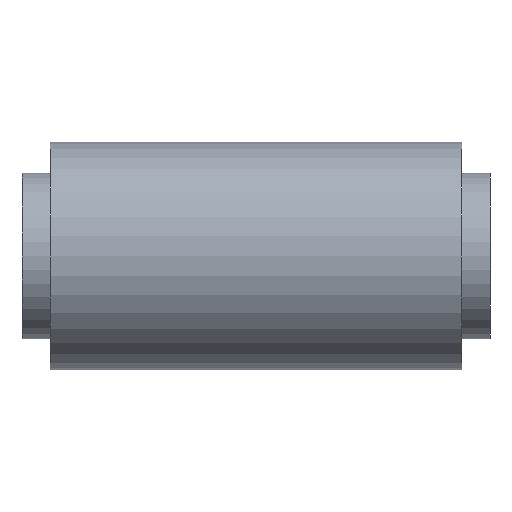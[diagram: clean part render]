
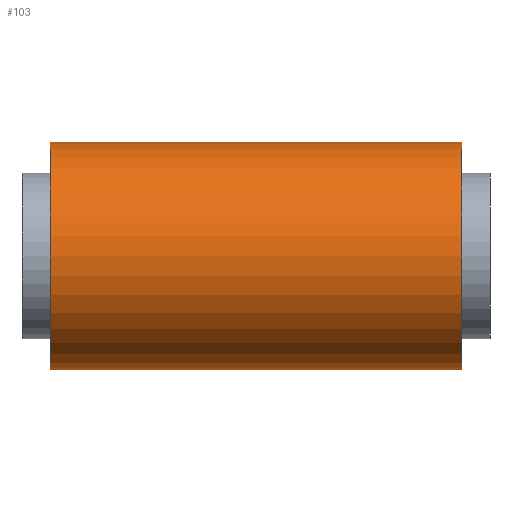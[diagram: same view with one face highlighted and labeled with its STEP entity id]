
A CAD part, left-side view. The second image highlights one B-rep face of the part: STEP entity #103.
In plain terms, the highlighted cylindrical face has radius 4.25 mm (diameter 8.5 mm), a partial arc.
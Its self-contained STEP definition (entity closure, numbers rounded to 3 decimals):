
#2 = CIRCLE ( 'NONE', #49, 4.25 ) ;
#6 = CYLINDRICAL_SURFACE ( 'NONE', #70, 4.25 ) ;
#16 = CARTESIAN_POINT ( 'NONE',  ( 0., 7.7, 0. ) ) ;
#22 = VECTOR ( 'NONE', #85, 1000. ) ;
#32 = CARTESIAN_POINT ( 'NONE',  ( 0., -8.75, 0. ) ) ;
#35 = LINE ( 'NONE', #281, #22 ) ;
#37 = VECTOR ( 'NONE', #315, 1000. ) ;
#42 = DIRECTION ( 'NONE',  ( 0., -1., 0. ) ) ;
#49 = AXIS2_PLACEMENT_3D ( 'NONE', #16, #130, #131 ) ;
#54 = CARTESIAN_POINT ( 'NONE',  ( 0., -8.75, 4.25 ) ) ;
#56 = DIRECTION ( 'NONE',  ( 0., 0., -1. ) ) ;
#59 = CARTESIAN_POINT ( 'NONE',  ( 0., 7.7, -4.25 ) ) ;
#70 = AXIS2_PLACEMENT_3D ( 'NONE', #32, #42, #339 ) ;
#71 = LINE ( 'NONE', #54, #37 ) ;
#85 = DIRECTION ( 'NONE',  ( 0., -1., 0. ) ) ;
#103 = ADVANCED_FACE ( 'NONE', ( #322 ), #6, .T. ) ;
#121 = ORIENTED_EDGE ( 'NONE', *, *, #298, .F. ) ;
#122 = CARTESIAN_POINT ( 'NONE',  ( 0., -7.7, 4.25 ) ) ;
#130 = DIRECTION ( 'NONE',  ( 0., -1., 0. ) ) ;
#131 = DIRECTION ( 'NONE',  ( 0., 0., -1. ) ) ;
#134 = VERTEX_POINT ( 'NONE', #350 ) ;
#157 = ORIENTED_EDGE ( 'NONE', *, *, #215, .F. ) ;
#164 = VERTEX_POINT ( 'NONE', #59 ) ;
#193 = ORIENTED_EDGE ( 'NONE', *, *, #321, .T. ) ;
#195 = CARTESIAN_POINT ( 'NONE',  ( 0., 7.7, 4.25 ) ) ;
#215 = EDGE_CURVE ( 'NONE', #218, #134, #240, .T. ) ;
#218 = VERTEX_POINT ( 'NONE', #122 ) ;
#227 = CARTESIAN_POINT ( 'NONE',  ( 0., -7.7, 0. ) ) ;
#240 = CIRCLE ( 'NONE', #346, 4.25 ) ;
#254 = ORIENTED_EDGE ( 'NONE', *, *, #331, .T. ) ;
#271 = EDGE_LOOP ( 'NONE', ( #121, #254, #193, #157 ) ) ;
#281 = CARTESIAN_POINT ( 'NONE',  ( 0., -8.75, -4.25 ) ) ;
#284 = VERTEX_POINT ( 'NONE', #195 ) ;
#298 = EDGE_CURVE ( 'NONE', #284, #218, #71, .T. ) ;
#315 = DIRECTION ( 'NONE',  ( 0., -1., 0. ) ) ;
#321 = EDGE_CURVE ( 'NONE', #164, #134, #35, .T. ) ;
#322 = FACE_OUTER_BOUND ( 'NONE', #271, .T. ) ;
#331 = EDGE_CURVE ( 'NONE', #284, #164, #2, .T. ) ;
#339 = DIRECTION ( 'NONE',  ( 0., 0., -1. ) ) ;
#346 = AXIS2_PLACEMENT_3D ( 'NONE', #227, #356, #56 ) ;
#350 = CARTESIAN_POINT ( 'NONE',  ( 0., -7.7, -4.25 ) ) ;
#356 = DIRECTION ( 'NONE',  ( 0., -1., 0. ) ) ;
